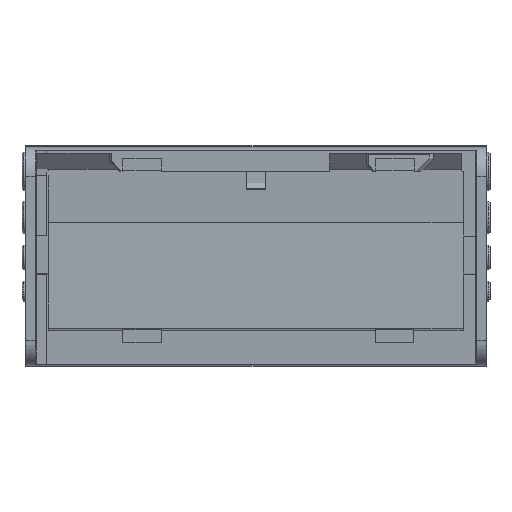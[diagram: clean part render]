
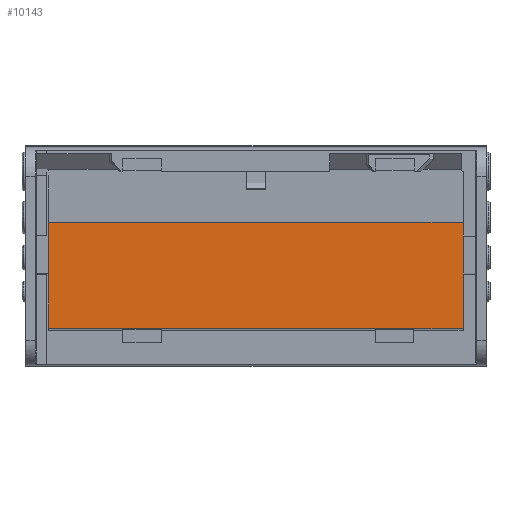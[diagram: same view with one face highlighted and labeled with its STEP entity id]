
A CAD part, top view. The second image highlights one B-rep face of the part: STEP entity #10143.
In plain terms, the highlighted planar face has unit normal (0, 0, 1).
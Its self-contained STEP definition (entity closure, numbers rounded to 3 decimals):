
#1117=PLANE('',#10795);
#1388=FACE_OUTER_BOUND('',#2017,.T.);
#2017=EDGE_LOOP('',(#6939,#6940,#6941,#6942));
#2668=LINE('',#12808,#3448);
#2669=LINE('',#12810,#3449);
#2670=LINE('',#12812,#3450);
#2671=LINE('',#12813,#3451);
#3448=VECTOR('',#11225,10.);
#3449=VECTOR('',#11226,10.);
#3450=VECTOR('',#11227,10.);
#3451=VECTOR('',#11228,10.);
#4330=VERTEX_POINT('',#12806);
#4331=VERTEX_POINT('',#12807);
#4332=VERTEX_POINT('',#12809);
#4333=VERTEX_POINT('',#12811);
#5331=EDGE_CURVE('',#4330,#4331,#2668,.T.);
#5332=EDGE_CURVE('',#4332,#4330,#2669,.T.);
#5333=EDGE_CURVE('',#4333,#4332,#2670,.T.);
#5334=EDGE_CURVE('',#4331,#4333,#2671,.T.);
#6939=ORIENTED_EDGE('',*,*,#5331,.F.);
#6940=ORIENTED_EDGE('',*,*,#5332,.F.);
#6941=ORIENTED_EDGE('',*,*,#5333,.F.);
#6942=ORIENTED_EDGE('',*,*,#5334,.F.);
#10143=ADVANCED_FACE('',(#1388),#1117,.T.);
#10795=AXIS2_PLACEMENT_3D('',#12805,#11223,#11224);
#11223=DIRECTION('center_axis',(0.,0.,1.));
#11224=DIRECTION('ref_axis',(0.,1.,0.));
#11225=DIRECTION('',(0.,1.,0.));
#11226=DIRECTION('',(-1.,0.,0.));
#11227=DIRECTION('',(0.,-1.,0.));
#11228=DIRECTION('',(1.,0.,0.));
#12805=CARTESIAN_POINT('Origin',(109.5,25.5,6.));
#12806=CARTESIAN_POINT('',(-1.,0.871,6.));
#12807=CARTESIAN_POINT('',(-1.,56.553,6.));
#12808=CARTESIAN_POINT('',(-1.,33.816,6.));
#12809=CARTESIAN_POINT('',(215.794,0.871,6.));
#12810=CARTESIAN_POINT('',(108.448,0.871,6.));
#12811=CARTESIAN_POINT('',(215.794,56.553,6.));
#12812=CARTESIAN_POINT('',(215.794,33.816,6.));
#12813=CARTESIAN_POINT('',(108.566,56.553,6.));
